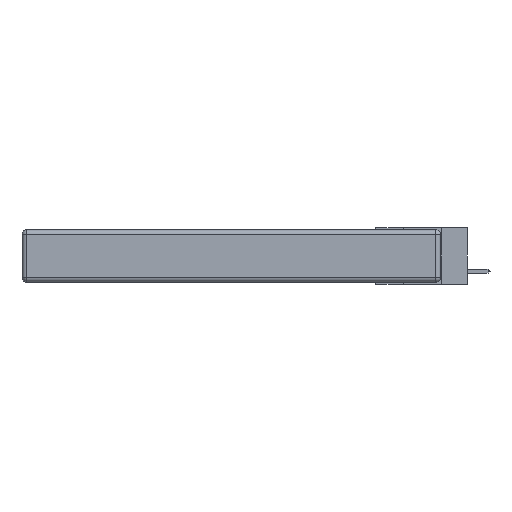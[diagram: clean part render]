
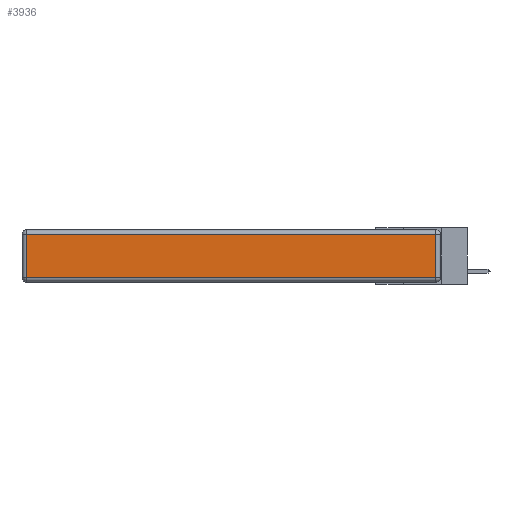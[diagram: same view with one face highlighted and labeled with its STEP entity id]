
A CAD part, left-side view. The second image highlights one B-rep face of the part: STEP entity #3936.
In plain terms, the highlighted planar face has unit normal (-1, 0, 0).
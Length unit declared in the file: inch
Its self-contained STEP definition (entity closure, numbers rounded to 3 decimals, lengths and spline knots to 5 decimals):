
#6 = VERTEX_POINT ( 'NONE', #3786 ) ;
#330 = VECTOR ( 'NONE', #9028, 39.37008 ) ;
#1325 = ORIENTED_EDGE ( 'NONE', *, *, #6975, .T. ) ;
#1359 = FACE_OUTER_BOUND ( 'NONE', #9526, .T. ) ;
#1644 = ORIENTED_EDGE ( 'NONE', *, *, #2712, .T. ) ;
#2043 = LINE ( 'NONE', #7913, #6518 ) ;
#2712 = EDGE_CURVE ( 'NONE', #11679, #6, #7817, .T. ) ;
#3192 = CARTESIAN_POINT ( 'NONE',  ( 0., 0., -0.313 ) ) ;
#3786 = CARTESIAN_POINT ( 'NONE',  ( 0., 0.03, -0.313 ) ) ;
#3936 = ADVANCED_FACE ( 'NONE', ( #1359 ), #13143, .T. ) ;
#4144 = VECTOR ( 'NONE', #7292, 39.37008 ) ;
#4794 = DIRECTION ( 'NONE',  ( 0., 0., 1. ) ) ;
#6303 = LINE ( 'NONE', #6841, #6772 ) ;
#6518 = VECTOR ( 'NONE', #11097, 39.37008 ) ;
#6772 = VECTOR ( 'NONE', #6931, 39.37008 ) ;
#6841 = CARTESIAN_POINT ( 'NONE',  ( 0., 2.75, -0.03 ) ) ;
#6880 = VERTEX_POINT ( 'NONE', #9993 ) ;
#6931 = DIRECTION ( 'NONE',  ( 0., 1., 0. ) ) ;
#6975 = EDGE_CURVE ( 'NONE', #6880, #11262, #6303, .T. ) ;
#7292 = DIRECTION ( 'NONE',  ( 0., -1., 0. ) ) ;
#7817 = LINE ( 'NONE', #3192, #4144 ) ;
#7898 = EDGE_CURVE ( 'NONE', #6, #6880, #10284, .T. ) ;
#7913 = CARTESIAN_POINT ( 'NONE',  ( 0., 2.72, -0.343 ) ) ;
#8125 = CARTESIAN_POINT ( 'NONE',  ( 0., 2.72, -0.03 ) ) ;
#8481 = ORIENTED_EDGE ( 'NONE', *, *, #10775, .T. ) ;
#8955 = CARTESIAN_POINT ( 'NONE',  ( 0., 2.72, -0.313 ) ) ;
#9028 = DIRECTION ( 'NONE',  ( 0., 0., 1. ) ) ;
#9526 = EDGE_LOOP ( 'NONE', ( #1644, #10531, #1325, #8481 ) ) ;
#9993 = CARTESIAN_POINT ( 'NONE',  ( 0., 0.03, -0.03 ) ) ;
#10037 = CARTESIAN_POINT ( 'NONE',  ( 0., 0., -0.343 ) ) ;
#10284 = LINE ( 'NONE', #11136, #330 ) ;
#10531 = ORIENTED_EDGE ( 'NONE', *, *, #7898, .T. ) ;
#10775 = EDGE_CURVE ( 'NONE', #11262, #11679, #2043, .T. ) ;
#10894 = AXIS2_PLACEMENT_3D ( 'NONE', #10037, #11102, #4794 ) ;
#11097 = DIRECTION ( 'NONE',  ( 0., 0., -1. ) ) ;
#11102 = DIRECTION ( 'NONE',  ( -1., 0., 0. ) ) ;
#11136 = CARTESIAN_POINT ( 'NONE',  ( 0., 0.03, -0.343 ) ) ;
#11262 = VERTEX_POINT ( 'NONE', #8125 ) ;
#11679 = VERTEX_POINT ( 'NONE', #8955 ) ;
#13143 = PLANE ( 'NONE',  #10894 ) ;
